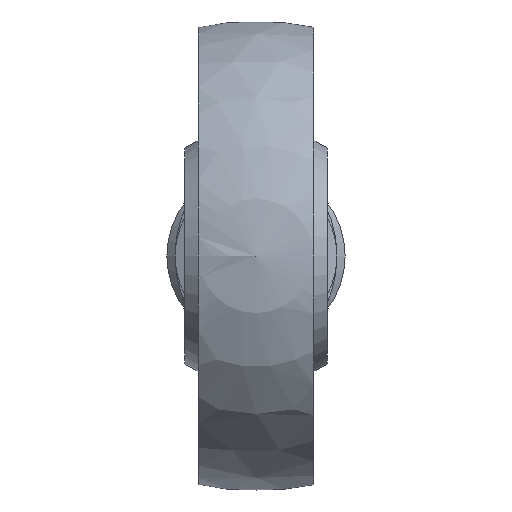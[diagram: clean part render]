
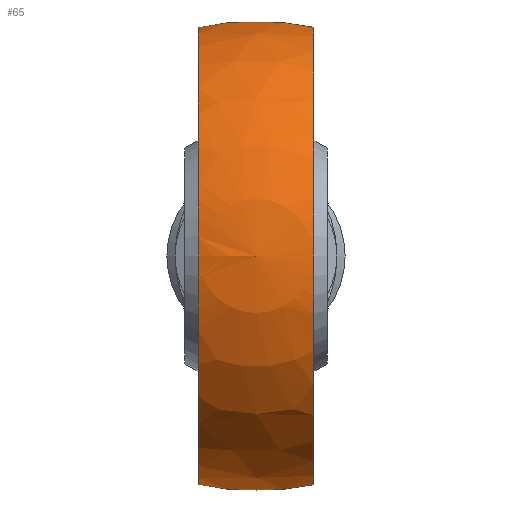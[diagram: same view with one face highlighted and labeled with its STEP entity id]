
A CAD part, left-side view. The second image highlights one B-rep face of the part: STEP entity #65.
In plain terms, the highlighted spherical face has radius 26.5 mm.
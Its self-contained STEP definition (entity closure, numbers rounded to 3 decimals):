
#65 = ADVANCED_FACE( '', ( #138, #139 ), #140, .T. );
#138 = FACE_BOUND( '', #216, .T. );
#139 = FACE_OUTER_BOUND( '', #217, .T. );
#140 = SPHERICAL_SURFACE( '', #218, 26.5 );
#216 = VERTEX_LOOP( '', #326 );
#217 = EDGE_LOOP( '', ( #327, #328, #329, #330 ) );
#218 = AXIS2_PLACEMENT_3D( '', #331, #332, #333 );
#326 = VERTEX_POINT( '', #415 );
#327 = ORIENTED_EDGE( '', *, *, #382, .F. );
#328 = ORIENTED_EDGE( '', *, *, #410, .T. );
#329 = ORIENTED_EDGE( '', *, *, #416, .F. );
#330 = ORIENTED_EDGE( '', *, *, #400, .T. );
#331 = CARTESIAN_POINT( '', ( 0., 0., 0. ) );
#332 = DIRECTION( '', ( 1., 0., 0. ) );
#333 = DIRECTION( '', ( 0., 1., 0. ) );
#382 = EDGE_CURVE( '', #429, #432, #433, .T. );
#400 = EDGE_CURVE( '', #457, #432, #461, .F. );
#410 = EDGE_CURVE( '', #429, #473, #475, .F. );
#415 = CARTESIAN_POINT( '', ( -26.5, 0., 0. ) );
#416 = EDGE_CURVE( '', #457, #473, #481, .T. );
#429 = VERTEX_POINT( '', #498 );
#432 = VERTEX_POINT( '', #506 );
#433 = CIRCLE( '', #507, 17.072 );
#457 = VERTEX_POINT( '', #537 );
#461 = CIRCLE( '', #547, 25.69 );
#473 = VERTEX_POINT( '', #559 );
#475 = CIRCLE( '', #566, 25.69 );
#481 = CIRCLE( '', #572, 17.072 );
#498 = CARTESIAN_POINT( '', ( 20.268, -6.5, -15.786 ) );
#506 = CARTESIAN_POINT( '', ( 20.268, 6.5, -15.786 ) );
#507 = AXIS2_PLACEMENT_3D( '', #588, #589, #590 );
#537 = CARTESIAN_POINT( '', ( 20.268, 6.5, 15.786 ) );
#547 = AXIS2_PLACEMENT_3D( '', #620, #621, #622 );
#559 = CARTESIAN_POINT( '', ( 20.268, -6.5, 15.786 ) );
#566 = AXIS2_PLACEMENT_3D( '', #635, #636, #637 );
#572 = AXIS2_PLACEMENT_3D( '', #641, #642, #643 );
#588 = CARTESIAN_POINT( '', ( 20.268, 0., 0. ) );
#589 = DIRECTION( '', ( 1., 0., 0. ) );
#590 = DIRECTION( '', ( 0., 0., -1. ) );
#620 = CARTESIAN_POINT( '', ( 0., 6.5, 0. ) );
#621 = DIRECTION( '', ( 0., 1., 0. ) );
#622 = DIRECTION( '', ( 0., 0., 1. ) );
#635 = CARTESIAN_POINT( '', ( 0., -6.5, 0. ) );
#636 = DIRECTION( '', ( 0., -1., 0. ) );
#637 = DIRECTION( '', ( 0., 0., -1. ) );
#641 = CARTESIAN_POINT( '', ( 20.268, 0., 0. ) );
#642 = DIRECTION( '', ( 1., 0., 0. ) );
#643 = DIRECTION( '', ( 0., 0., -1. ) );
